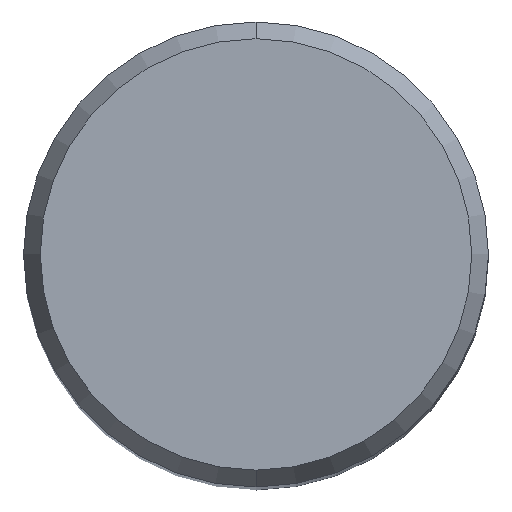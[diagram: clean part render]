
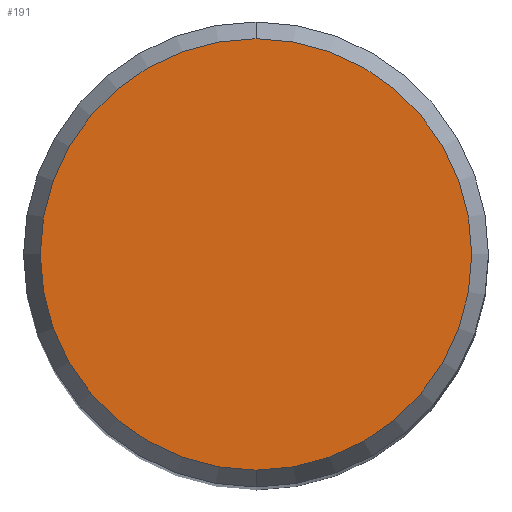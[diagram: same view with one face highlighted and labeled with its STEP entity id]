
A CAD part, top view. The second image highlights one B-rep face of the part: STEP entity #191.
In plain terms, the highlighted planar face has unit normal (0, 0, 1).
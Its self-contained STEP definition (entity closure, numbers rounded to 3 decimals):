
#191=ADVANCED_FACE('',(#403),#404,.T.);
#211=VERTEX_POINT('',#425);
#213=EDGE_CURVE('',#211,#271,#427,.T.);
#227=EDGE_CURVE('',#271,#211,#441,.T.);
#271=VERTEX_POINT('',#494);
#403=FACE_OUTER_BOUND('',#649,.T.);
#404=PLANE('',#650);
#425=CARTESIAN_POINT('',(0.0,5.892,0.01));
#427=CIRCLE('',#677,5.892);
#441=CIRCLE('',#697,5.892);
#494=CARTESIAN_POINT('',(0.,-5.892,0.01));
#649=EDGE_LOOP('',(#915,#916));
#650=AXIS2_PLACEMENT_3D('',#917,#918,#919);
#677=AXIS2_PLACEMENT_3D('',#932,#933,#934);
#697=AXIS2_PLACEMENT_3D('',#950,#951,#952);
#915=ORIENTED_EDGE('',*,*,#213,.F.);
#916=ORIENTED_EDGE('',*,*,#227,.F.);
#917=CARTESIAN_POINT('',(0.0,2.946,0.01));
#918=DIRECTION('',(-0.0,0.0,1.0));
#919=DIRECTION('',(0.0,-1.0,0.0));
#932=CARTESIAN_POINT('',(0.0,0.0,0.01));
#933=DIRECTION('',(0.0,0.0,-1.0));
#934=DIRECTION('',(0.0,1.0,0.0));
#950=CARTESIAN_POINT('',(0.0,0.0,0.01));
#951=DIRECTION('',(0.0,0.0,-1.0));
#952=DIRECTION('',(0.0,1.0,0.0));
